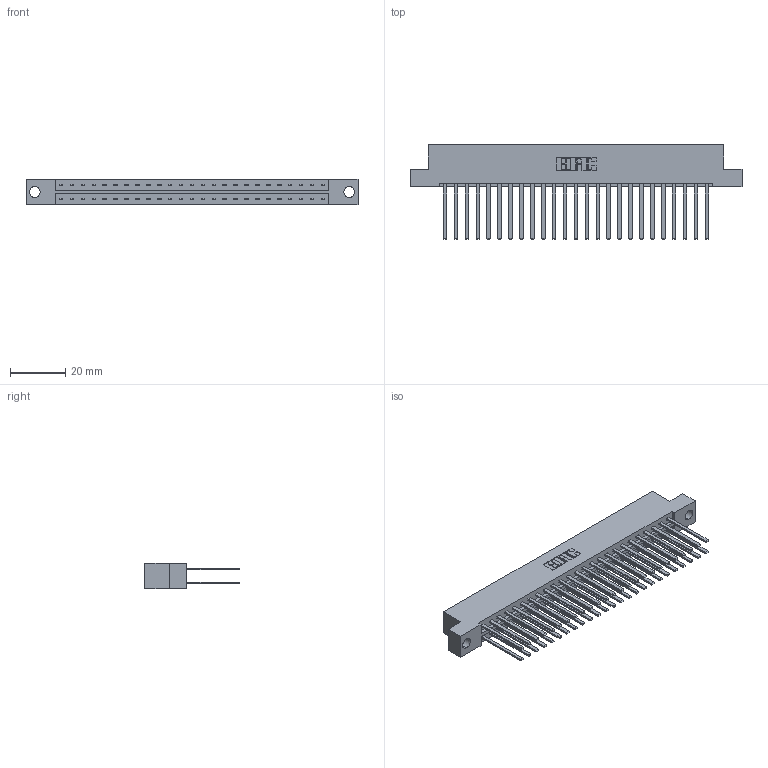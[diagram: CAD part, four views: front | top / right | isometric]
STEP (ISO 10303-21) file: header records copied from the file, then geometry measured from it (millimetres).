
FILE_DESCRIPTION (( 'STEP AP203' ), '1' );
FILE_NAME ('333-050-544-204.STEP', '2018-08-04T01:07:58', ( '' ), ( '' ), 'SwSTEP 2.0', 'SolidWorks 2016', '' );
FILE_SCHEMA (( 'CONFIG_CONTROL_DESIGN' ));
Length unit declared in the file: inch
Products named in the file (3): 345-292-001_345-293-144; 333-050-544-204; 333 Part_Flush - .156 Dia - TH
Assembly tree (51 placements, depth 2):
  333-050-544-204
    333 Part_Flush - .156 Dia - TH
    345-292-001_345-293-144  x50
Bounding box: 120.6 x 34.3 x 9.4 mm (x, y, z)
Volume: 12766.6 mm3; surface area: 16966.8 mm2
Topology: 51 solids, 51 shells, 2414 faces, 7161 edges, 4706 vertices
Faces by surface type: plane 1670, cylinder 744
Entity records: 18101 total; most frequent: CARTESIAN_POINT 3018, ORIENTED_EDGE 2954, DIRECTION 2605, EDGE_CURVE 1477, LINE 1353, VECTOR 1353, VERTEX_POINT 982, AXIS2_PLACEMENT_3D 626
